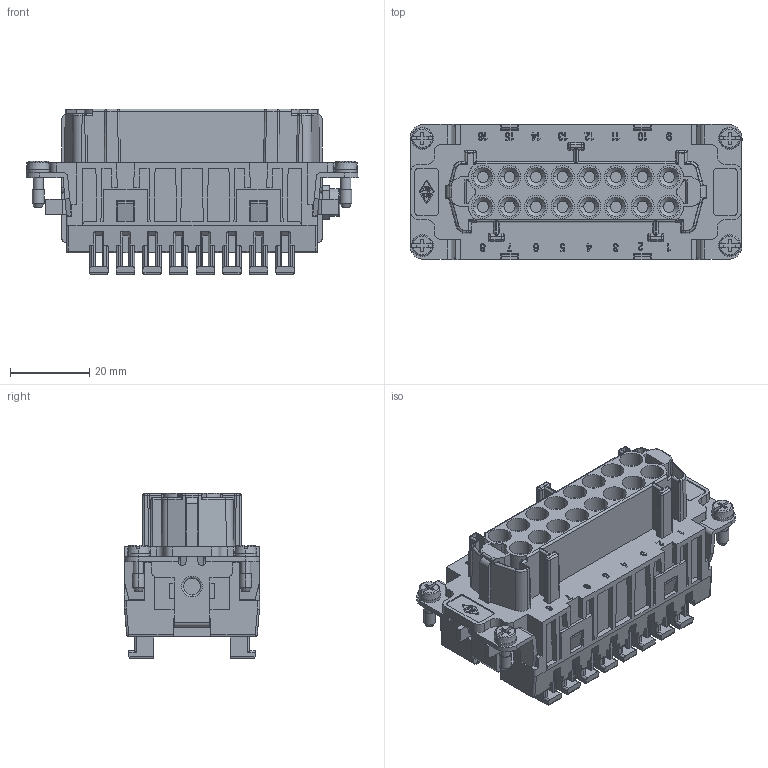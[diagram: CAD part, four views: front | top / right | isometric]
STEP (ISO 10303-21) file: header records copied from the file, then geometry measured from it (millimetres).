
FILE_DESCRIPTION(('Creo Elements/Direct Modeling STEP Export'),'2;1');
FILE_NAME('0ln7uvk4qu8cm7c5264','2019-05-28T16:50:49',(''),(''),'Creo Elements/Direct Modeling STEP processor for AP214 (Solid Model)','Creo Elements/Direct Modeling 20.1B 02-Apr-2019 (C) Parametric Technology GmbH','');
FILE_SCHEMA(('AUTOMOTIVE_DESIGN { 1 0 10303 214 1 1 1 1 }'));
Products named in the file (2): JCSHF_16_S
Assembly tree (1 placements, depth 2):
  JCSHF_16_S
    JCSHF_16_S
Bounding box: 83.6 x 34 x 41.7 mm (x, y, z)
Volume: 55608.2 mm3; surface area: 29523.1 mm2
Topology: 1 solids, 1 shells, 2061 faces, 7284 edges, 5304 vertices
Faces by surface type: plane 1283, cylinder 620, cone 82, torus 46, sphere 20, bspline 10
Entity records: 100594 total; most frequent: CARTESIAN_POINT 22443, ORIENTED_EDGE 14536, DIRECTION 11211, EDGE_CURVE 7264, VECTOR 5391, LINE 5391, VERTEX_POINT 5304, AXIS2_PLACEMENT_3D 2910
